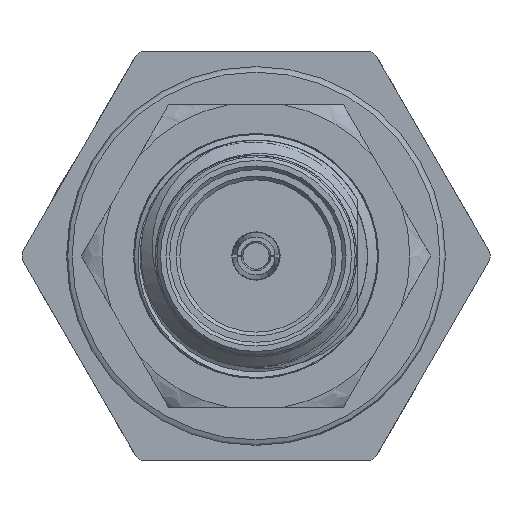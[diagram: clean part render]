
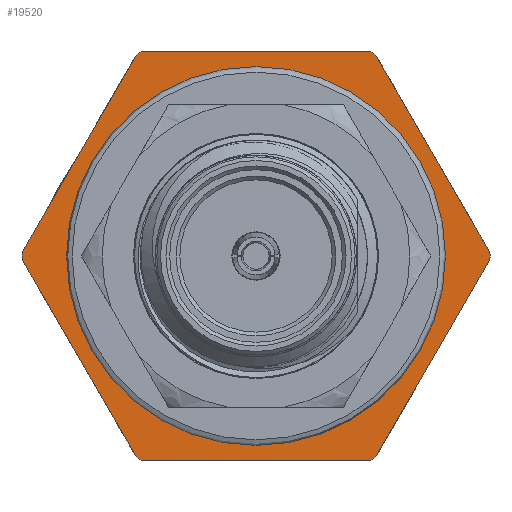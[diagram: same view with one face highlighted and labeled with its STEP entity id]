
A CAD part, front view. The second image highlights one B-rep face of the part: STEP entity #19520.
In plain terms, the highlighted face is planar.
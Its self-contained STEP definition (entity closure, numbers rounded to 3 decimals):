
#1038=LINE('',#37244,#2309);
#1039=LINE('',#37249,#2310);
#1040=LINE('',#37253,#2311);
#1041=LINE('',#37257,#2312);
#1042=LINE('',#37261,#2313);
#1043=LINE('',#37265,#2314);
#2309=VECTOR('',#23713,1000.);
#2310=VECTOR('',#23716,1000.);
#2311=VECTOR('',#23719,1000.);
#2312=VECTOR('',#23722,1000.);
#2313=VECTOR('',#23725,1000.);
#2314=VECTOR('',#23728,1000.);
#3653=PLANE('',#21073);
#4200=ORIENTED_EDGE('',*,*,#10186,.T.);
#4201=ORIENTED_EDGE('',*,*,#10187,.F.);
#4202=ORIENTED_EDGE('',*,*,#10188,.T.);
#4203=ORIENTED_EDGE('',*,*,#10189,.F.);
#4204=ORIENTED_EDGE('',*,*,#10190,.T.);
#4205=ORIENTED_EDGE('',*,*,#10191,.F.);
#4206=ORIENTED_EDGE('',*,*,#10192,.T.);
#4207=ORIENTED_EDGE('',*,*,#10193,.F.);
#4208=ORIENTED_EDGE('',*,*,#10194,.T.);
#4209=ORIENTED_EDGE('',*,*,#10195,.F.);
#4210=ORIENTED_EDGE('',*,*,#10196,.T.);
#4211=ORIENTED_EDGE('',*,*,#10197,.F.);
#4212=ORIENTED_EDGE('',*,*,#10198,.T.);
#10186=EDGE_CURVE('',#13170,#13170,#14905,.T.);
#10187=EDGE_CURVE('',#13171,#13172,#1038,.T.);
#10188=EDGE_CURVE('',#13171,#13173,#14906,.F.);
#10189=EDGE_CURVE('',#13174,#13173,#1039,.T.);
#10190=EDGE_CURVE('',#13174,#13175,#14907,.F.);
#10191=EDGE_CURVE('',#13176,#13175,#1040,.T.);
#10192=EDGE_CURVE('',#13176,#13177,#14908,.F.);
#10193=EDGE_CURVE('',#13178,#13177,#1041,.T.);
#10194=EDGE_CURVE('',#13178,#13179,#14909,.F.);
#10195=EDGE_CURVE('',#13180,#13179,#1042,.T.);
#10196=EDGE_CURVE('',#13180,#13181,#14910,.F.);
#10197=EDGE_CURVE('',#13182,#13181,#1043,.T.);
#10198=EDGE_CURVE('',#13182,#13172,#14911,.F.);
#13170=VERTEX_POINT('',#37243);
#13171=VERTEX_POINT('',#37245);
#13172=VERTEX_POINT('',#37246);
#13173=VERTEX_POINT('',#37248);
#13174=VERTEX_POINT('',#37250);
#13175=VERTEX_POINT('',#37252);
#13176=VERTEX_POINT('',#37254);
#13177=VERTEX_POINT('',#37256);
#13178=VERTEX_POINT('',#37258);
#13179=VERTEX_POINT('',#37260);
#13180=VERTEX_POINT('',#37262);
#13181=VERTEX_POINT('',#37264);
#13182=VERTEX_POINT('',#37266);
#14905=CIRCLE('',#21074,4.9);
#14906=CIRCLE('',#21075,6.3);
#14907=CIRCLE('',#21076,6.3);
#14908=CIRCLE('',#21077,6.3);
#14909=CIRCLE('',#21078,6.3);
#14910=CIRCLE('',#21079,6.3);
#14911=CIRCLE('',#21080,6.3);
#16141=EDGE_LOOP('',(#4200));
#16142=EDGE_LOOP('',(#4201,#4202,#4203,#4204,#4205,#4206,#4207,#4208,#4209,
#4210,#4211,#4212));
#17584=FACE_BOUND('',#16141,.T.);
#17585=FACE_BOUND('',#16142,.T.);
#19520=ADVANCED_FACE('',(#17584,#17585),#3653,.F.);
#21073=AXIS2_PLACEMENT_3D('',#37241,#23709,#23710);
#21074=AXIS2_PLACEMENT_3D('',#37242,#23711,#23712);
#21075=AXIS2_PLACEMENT_3D('',#37247,#23714,#23715);
#21076=AXIS2_PLACEMENT_3D('',#37251,#23717,#23718);
#21077=AXIS2_PLACEMENT_3D('',#37255,#23720,#23721);
#21078=AXIS2_PLACEMENT_3D('',#37259,#23723,#23724);
#21079=AXIS2_PLACEMENT_3D('',#37263,#23726,#23727);
#21080=AXIS2_PLACEMENT_3D('',#37267,#23729,#23730);
#23709=DIRECTION('',(-1.,0.,0.));
#23710=DIRECTION('',(0.,0.,1.));
#23711=DIRECTION('',(-1.,0.,0.));
#23712=DIRECTION('',(0.,1.,0.));
#23713=DIRECTION('',(0.,1.,0.));
#23714=DIRECTION('',(-1.,0.,0.));
#23715=DIRECTION('',(0.,0.,1.));
#23716=DIRECTION('',(0.,0.5,0.866));
#23717=DIRECTION('',(-1.,0.,0.));
#23718=DIRECTION('',(0.,0.,1.));
#23719=DIRECTION('',(0.,-0.5,0.866));
#23720=DIRECTION('',(-1.,0.,0.));
#23721=DIRECTION('',(0.,0.,1.));
#23722=DIRECTION('',(0.,-1.,0.));
#23723=DIRECTION('',(-1.,0.,0.));
#23724=DIRECTION('',(0.,0.,1.));
#23725=DIRECTION('',(0.,-0.5,-0.866));
#23726=DIRECTION('',(-1.,0.,0.));
#23727=DIRECTION('',(0.,0.,1.));
#23728=DIRECTION('',(0.,0.5,-0.866));
#23729=DIRECTION('',(-1.,0.,0.));
#23730=DIRECTION('',(0.,0.,1.));
#37241=CARTESIAN_POINT('',(0.,0.,0.));
#37242=CARTESIAN_POINT('',(0.,0.,0.));
#37243=CARTESIAN_POINT('',(0.,4.9,0.));
#37244=CARTESIAN_POINT('',(0.,-3.175,5.5));
#37245=CARTESIAN_POINT('',(0.,-3.072,5.5));
#37246=CARTESIAN_POINT('',(0.,3.072,5.5));
#37247=CARTESIAN_POINT('',(0.,0.,0.));
#37248=CARTESIAN_POINT('',(0.,-3.227,5.411));
#37249=CARTESIAN_POINT('',(0.,-6.351,0.));
#37250=CARTESIAN_POINT('',(0.,-6.299,0.089));
#37251=CARTESIAN_POINT('',(0.,0.,0.));
#37252=CARTESIAN_POINT('',(0.,-6.299,-0.089));
#37253=CARTESIAN_POINT('',(0.,-3.175,-5.5));
#37254=CARTESIAN_POINT('',(0.,-3.227,-5.411));
#37255=CARTESIAN_POINT('',(0.,0.,0.));
#37256=CARTESIAN_POINT('',(0.,-3.072,-5.5));
#37257=CARTESIAN_POINT('',(0.,3.175,-5.5));
#37258=CARTESIAN_POINT('',(0.,3.072,-5.5));
#37259=CARTESIAN_POINT('',(0.,0.,0.));
#37260=CARTESIAN_POINT('',(0.,3.227,-5.411));
#37261=CARTESIAN_POINT('',(0.,6.351,0.));
#37262=CARTESIAN_POINT('',(0.,6.299,-0.089));
#37263=CARTESIAN_POINT('',(0.,0.,0.));
#37264=CARTESIAN_POINT('',(0.,6.299,0.089));
#37265=CARTESIAN_POINT('',(0.,3.175,5.5));
#37266=CARTESIAN_POINT('',(0.,3.227,5.411));
#37267=CARTESIAN_POINT('',(0.,0.,0.));
